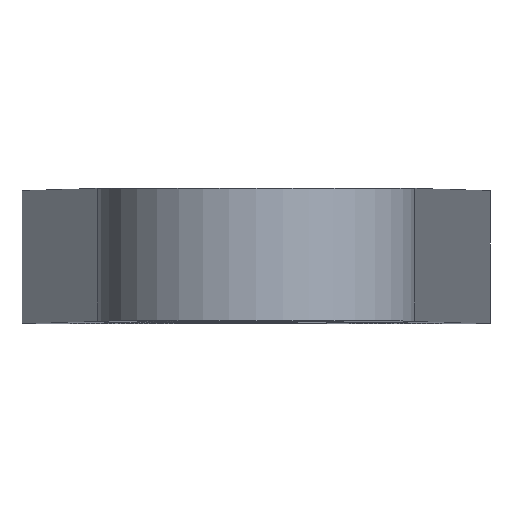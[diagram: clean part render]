
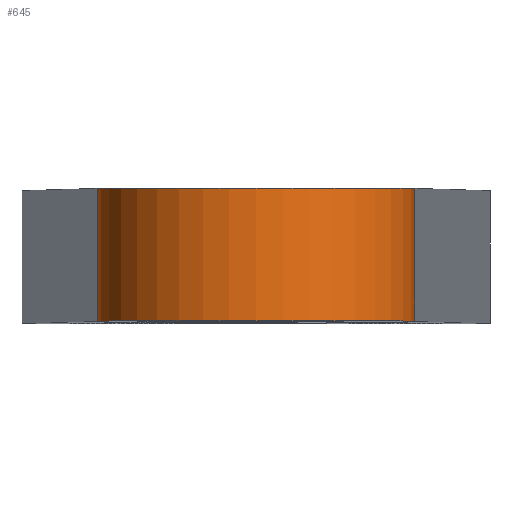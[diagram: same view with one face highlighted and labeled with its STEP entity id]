
A CAD part, top view. The second image highlights one B-rep face of the part: STEP entity #645.
In plain terms, the highlighted cylindrical face has radius 18 mm (diameter 36 mm), a partial arc.
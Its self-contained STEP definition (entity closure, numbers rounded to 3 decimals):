
#1 = DIRECTION ( 'NONE',  ( 0., 0., 1. ) ) ;
#7 = CARTESIAN_POINT ( 'NONE',  ( 17.971, 0., 1.02 ) ) ;
#18 = DIRECTION ( 'NONE',  ( 0., 0., 1. ) ) ;
#43 = CARTESIAN_POINT ( 'NONE',  ( 17.971, 15., 1.02 ) ) ;
#100 = ORIENTED_EDGE ( 'NONE', *, *, #1369, .F. ) ;
#114 = ORIENTED_EDGE ( 'NONE', *, *, #128, .T. ) ;
#128 = EDGE_CURVE ( 'NONE', #353, #1325, #1305, .T. ) ;
#220 = ORIENTED_EDGE ( 'NONE', *, *, #239, .F. ) ;
#239 = EDGE_CURVE ( 'NONE', #836, #481, #384, .T. ) ;
#245 = ORIENTED_EDGE ( 'NONE', *, *, #668, .T. ) ;
#257 = CARTESIAN_POINT ( 'NONE',  ( -17.971, 15., 1.02 ) ) ;
#314 = CIRCLE ( 'NONE', #975, 18. ) ;
#353 = VERTEX_POINT ( 'NONE', #1368 ) ;
#384 = LINE ( 'NONE', #43, #1473 ) ;
#395 = CARTESIAN_POINT ( 'NONE',  ( 0., 15., 0. ) ) ;
#402 = DIRECTION ( 'NONE',  ( 0., -1., 0. ) ) ;
#481 = VERTEX_POINT ( 'NONE', #7 ) ;
#519 = FACE_OUTER_BOUND ( 'NONE', #695, .T. ) ;
#524 = DIRECTION ( 'NONE',  ( 0., 0., -1. ) ) ;
#645 = ADVANCED_FACE ( 'NONE', ( #519 ), #1164, .T. ) ;
#668 = EDGE_CURVE ( 'NONE', #1325, #481, #918, .T. ) ;
#678 = AXIS2_PLACEMENT_3D ( 'NONE', #395, #861, #524 ) ;
#694 = DIRECTION ( 'NONE',  ( 0., 1., 0. ) ) ;
#695 = EDGE_LOOP ( 'NONE', ( #245, #220, #100, #114 ) ) ;
#767 = CARTESIAN_POINT ( 'NONE',  ( 0., 0., 0. ) ) ;
#816 = CARTESIAN_POINT ( 'NONE',  ( 0., 15., 0. ) ) ;
#836 = VERTEX_POINT ( 'NONE', #1116 ) ;
#861 = DIRECTION ( 'NONE',  ( 0., -1., 0. ) ) ;
#918 = CIRCLE ( 'NONE', #1115, 18. ) ;
#961 = CARTESIAN_POINT ( 'NONE',  ( -17.971, 0., 1.02 ) ) ;
#966 = DIRECTION ( 'NONE',  ( 0., 1., 0. ) ) ;
#975 = AXIS2_PLACEMENT_3D ( 'NONE', #816, #694, #1 ) ;
#1115 = AXIS2_PLACEMENT_3D ( 'NONE', #767, #966, #18 ) ;
#1116 = CARTESIAN_POINT ( 'NONE',  ( 17.971, 15., 1.02 ) ) ;
#1164 = CYLINDRICAL_SURFACE ( 'NONE', #678, 18. ) ;
#1187 = DIRECTION ( 'NONE',  ( 0., -1., 0. ) ) ;
#1305 = LINE ( 'NONE', #257, #1352 ) ;
#1325 = VERTEX_POINT ( 'NONE', #961 ) ;
#1352 = VECTOR ( 'NONE', #1187, 1000. ) ;
#1368 = CARTESIAN_POINT ( 'NONE',  ( -17.971, 15., 1.02 ) ) ;
#1369 = EDGE_CURVE ( 'NONE', #353, #836, #314, .T. ) ;
#1473 = VECTOR ( 'NONE', #402, 1000. ) ;
